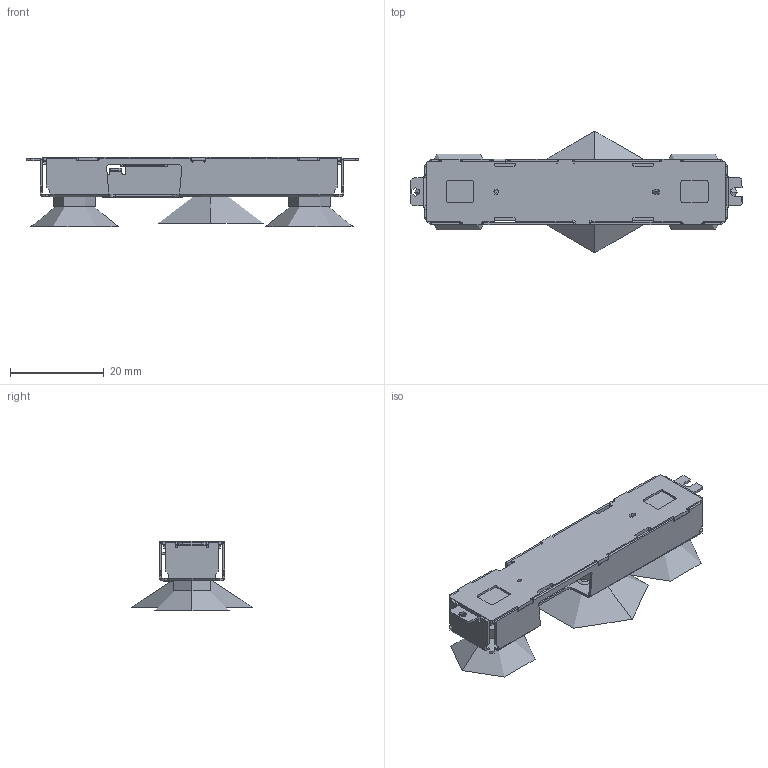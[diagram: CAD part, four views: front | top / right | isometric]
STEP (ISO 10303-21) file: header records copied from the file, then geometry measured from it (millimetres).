
FILE_DESCRIPTION (( 'STEP AP214' ), '1' );
FILE_NAME ('IDC-DS-0441 EXT REV.03 29-JAN-2017.STEP', '2017-01-29T09:49:21', ( '' ), ( '' ), 'SwSTEP 2.0', 'SolidWorks 2015', '' );
FILE_SCHEMA (( 'AUTOMOTIVE_DESIGN' ));
Length unit declared in the file: millimetre
Products named in the file (18): IDC-DS-0261; DS8580B-ASSM-mech_00D1(OP_D6)_FOV; IDC-DS-0455_EXT; IDC-DS-0459; IDC-DS-0456_EXT; PC0663_EXT; Part21^DS8580B-ASSM-mech_00D1(OP_D6)_UNIT.sldasm; IDC-DS-0457_EXT; STEREO WIDE EXT 01; Part3^IDC-DS-0472; IDC-DS-0440_EXT; IDC-DS-0462_EXT; IDC-DS-0441 EXT REV.03 29-JAN-2017; IDC-DS-0454_EXT; IDC-DS-0472_EXT; 20708-050E; DS8580B-ASSM-mech_00D1(OP_D6)_UNIT_EXT
Assembly tree (18 placements, depth 7):
  IDC-DS-0441 EXT REV.03 29-JAN-2017
    IDC-DS-0440_EXT
      IDC-DS-0454_EXT
        IDC-DS-0455_EXT
          IDC-DS-0456_EXT
            IDC-DS-0457_EXT
            PC0663_EXT
              PC0663_EXT
              20708-050E
        IDC-DS-0462_EXT
          DS8580B-ASSM-mech_00D1(OP_D6)_UNIT_EXT
            DS8580B-ASSM-mech_00D1(OP_D6)_FOV
            Part21^DS8580B-ASSM-mech_00D1(OP_D6)_UNIT.sldasm
        IDC-DS-0472_EXT  x2
          Part3^IDC-DS-0472
          STEREO WIDE EXT 01
      IDC-DS-0459
      IDC-DS-0261
Bounding box: 70.7 x 25.93 x 14.84 mm (x, y, z)
Volume: 2586.3 mm3
Topology: 7 solids, 83 shells, 2513 faces, 6361 edges, 4011 vertices
Faces by surface type: plane 2000, cylinder 283, bspline 214, cone 12, sphere 4
Entity records: 115428 total; most frequent: CARTESIAN_POINT 29377, ORIENTED_EDGE 12618, DIRECTION 10317, EDGE_CURVE 6341, LINE 4951, VECTOR 4951, VERTEX_POINT 4004, AXIS2_PLACEMENT_3D 2683
